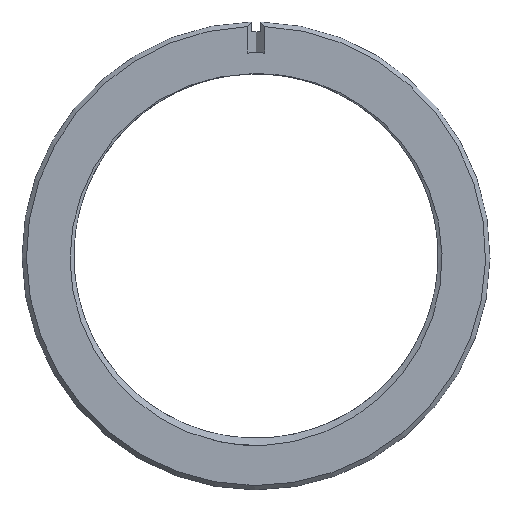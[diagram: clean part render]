
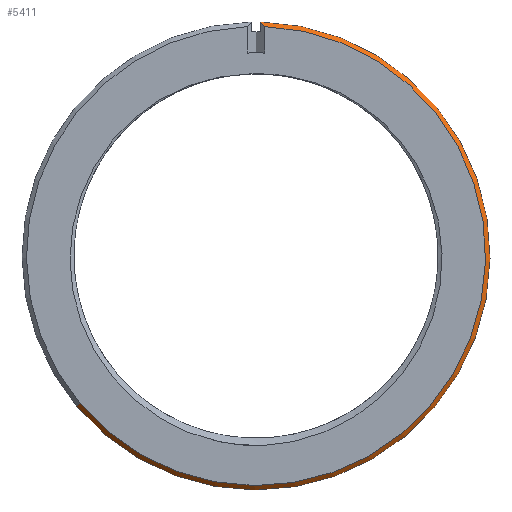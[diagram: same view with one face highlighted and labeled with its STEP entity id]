
A CAD part, top view. The second image highlights one B-rep face of the part: STEP entity #5411.
In plain terms, the highlighted conical face has half-angle 45 degrees and reference radius 26 mm.
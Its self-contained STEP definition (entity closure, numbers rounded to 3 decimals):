
#530=CARTESIAN_POINT('',(101.,-124.018,27.5));
#531=VERTEX_POINT('',#530);
#538=CARTESIAN_POINT('',(100.5,-123.504,27.));
#539=VERTEX_POINT('',#538);
#540=CARTESIAN_POINT('',(101.,-124.018,27.5));
#541=CARTESIAN_POINT('',(100.834,-123.846,27.334));
#542=CARTESIAN_POINT('',(100.667,-123.674,27.168));
#543=CARTESIAN_POINT('',(100.5,-123.504,27.));
#544=B_SPLINE_CURVE_WITH_KNOTS('',3,(#540,#541,#542,#543),.UNSPECIFIED.,.F.,.F.,(4,4),(0.,0.001),.UNSPECIFIED.);
#545=EDGE_CURVE('',#531,#539,#544,.T.);
#1444=CARTESIAN_POINT('',(80.084,-166.711,27.5));
#1445=VERTEX_POINT('',#1444);
#1453=CARTESIAN_POINT('',(100.001,-149.999,27.5));
#1454=DIRECTION('',(0.,-0.,1.));
#1455=DIRECTION('',(0.766,0.643,0.));
#1456=AXIS2_PLACEMENT_3D('',#1453,#1454,#1455);
#1457=CIRCLE('',#1456,26.);
#1458=EDGE_CURVE('',#1445,#531,#1457,.T.);
#5361=CARTESIAN_POINT('',(79.701,-167.033,27.));
#5362=VERTEX_POINT('',#5361);
#5363=CARTESIAN_POINT('',(100.001,-149.999,27.));
#5364=DIRECTION('',(0.,-0.,1.));
#5365=DIRECTION('',(0.766,0.643,0.));
#5366=AXIS2_PLACEMENT_3D('',#5363,#5364,#5365);
#5367=CIRCLE('',#5366,26.5);
#5368=EDGE_CURVE('',#5362,#539,#5367,.T.);
#5388=CARTESIAN_POINT('',(79.701,-167.033,27.));
#5389=DIRECTION('',(0.542,0.455,0.707));
#5390=VECTOR('',#5389,0.707);
#5391=LINE('',#5388,#5390);
#5392=EDGE_CURVE('',#5362,#1445,#5391,.T.);
#5400=CARTESIAN_POINT('',(100.001,-149.999,27.5));
#5401=DIRECTION('',(-0.,0.,-1.));
#5402=DIRECTION('',(-0.766,-0.643,0.));
#5403=AXIS2_PLACEMENT_3D('',#5400,#5401,#5402);
#5404=CONICAL_SURFACE('',#5403,26.,45.);
#5405=ORIENTED_EDGE('',*,*,#5392,.F.);
#5406=ORIENTED_EDGE('',*,*,#5368,.T.);
#5407=ORIENTED_EDGE('',*,*,#545,.F.);
#5408=ORIENTED_EDGE('',*,*,#1458,.F.);
#5409=EDGE_LOOP('',(#5405,#5406,#5407,#5408));
#5410=FACE_BOUND('',#5409,.T.);
#5411=ADVANCED_FACE('',(#5410),#5404,.T.);
